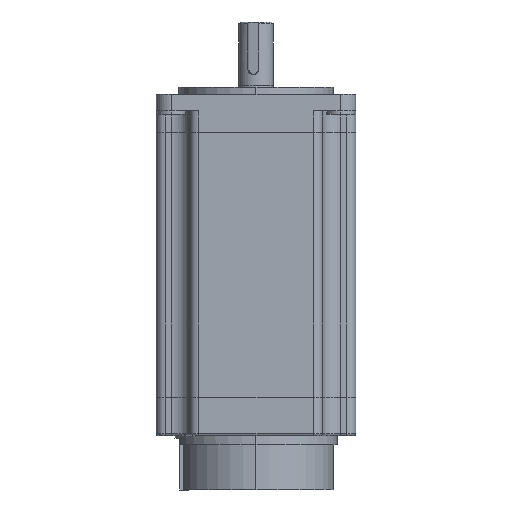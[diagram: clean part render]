
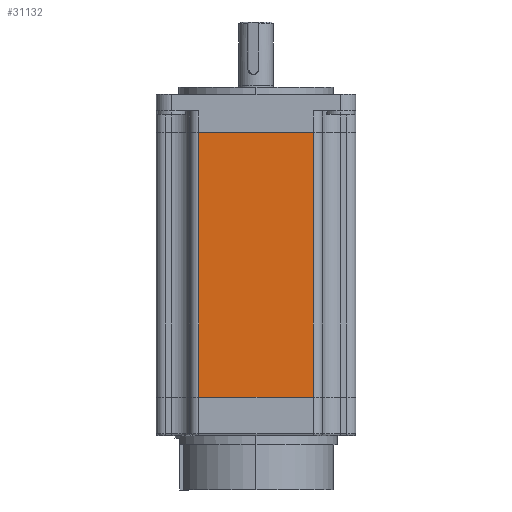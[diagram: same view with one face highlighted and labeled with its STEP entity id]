
A CAD part, left-side view. The second image highlights one B-rep face of the part: STEP entity #31132.
In plain terms, the highlighted planar face has unit normal (-1, 0, 0).
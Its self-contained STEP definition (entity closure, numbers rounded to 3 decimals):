
#441 = DIRECTION ( 'NONE',  ( 1., 0., 0. ) ) ;
#1173 = CARTESIAN_POINT ( 'NONE',  ( -55., 31.483, 146. ) ) ;
#1446 = DIRECTION ( 'NONE',  ( 0., 0., -1. ) ) ;
#2130 = EDGE_CURVE ( 'NONE', #36891, #12904, #28857, .T. ) ;
#3391 = VERTEX_POINT ( 'NONE', #22580 ) ;
#3727 = CARTESIAN_POINT ( 'NONE',  ( -55., 31.483, 146. ) ) ;
#6988 = PLANE ( 'NONE',  #24992 ) ;
#7168 = FACE_OUTER_BOUND ( 'NONE', #18501, .T. ) ;
#7992 = ORIENTED_EDGE ( 'NONE', *, *, #13934, .F. ) ;
#8050 = CARTESIAN_POINT ( 'NONE',  ( -55., -31.483, 146. ) ) ;
#10142 = LINE ( 'NONE', #16534, #34165 ) ;
#12397 = CARTESIAN_POINT ( 'NONE',  ( -55., -31.483, 146. ) ) ;
#12904 = VERTEX_POINT ( 'NONE', #38732 ) ;
#13934 = EDGE_CURVE ( 'NONE', #17178, #3391, #10142, .T. ) ;
#14681 = VECTOR ( 'NONE', #28843, 1000. ) ;
#16534 = CARTESIAN_POINT ( 'NONE',  ( -55., -31.483, 146. ) ) ;
#16992 = LINE ( 'NONE', #25540, #14681 ) ;
#17067 = EDGE_CURVE ( 'NONE', #36891, #17178, #16992, .T. ) ;
#17178 = VERTEX_POINT ( 'NONE', #8050 ) ;
#18501 = EDGE_LOOP ( 'NONE', ( #28675, #7992, #31974, #27524 ) ) ;
#19499 = DIRECTION ( 'NONE',  ( 0., -1., 0. ) ) ;
#22580 = CARTESIAN_POINT ( 'NONE',  ( -55., -31.483, 0. ) ) ;
#24992 = AXIS2_PLACEMENT_3D ( 'NONE', #12397, #441, #33602 ) ;
#25540 = CARTESIAN_POINT ( 'NONE',  ( -55., -31.483, 146. ) ) ;
#25749 = EDGE_CURVE ( 'NONE', #12904, #3391, #30339, .T. ) ;
#27524 = ORIENTED_EDGE ( 'NONE', *, *, #2130, .T. ) ;
#28191 = DIRECTION ( 'NONE',  ( 0., 0., -1. ) ) ;
#28321 = CARTESIAN_POINT ( 'NONE',  ( -55., -31.483, 0. ) ) ;
#28675 = ORIENTED_EDGE ( 'NONE', *, *, #25749, .T. ) ;
#28843 = DIRECTION ( 'NONE',  ( 0., -1., 0. ) ) ;
#28857 = LINE ( 'NONE', #3727, #33088 ) ;
#30339 = LINE ( 'NONE', #28321, #35503 ) ;
#31132 = ADVANCED_FACE ( 'NONE', ( #7168 ), #6988, .F. ) ;
#31974 = ORIENTED_EDGE ( 'NONE', *, *, #17067, .F. ) ;
#33088 = VECTOR ( 'NONE', #28191, 1000. ) ;
#33602 = DIRECTION ( 'NONE',  ( 0., 1., 0. ) ) ;
#34165 = VECTOR ( 'NONE', #1446, 1000. ) ;
#35503 = VECTOR ( 'NONE', #19499, 1000. ) ;
#36891 = VERTEX_POINT ( 'NONE', #1173 ) ;
#38732 = CARTESIAN_POINT ( 'NONE',  ( -55., 31.483, 0. ) ) ;
